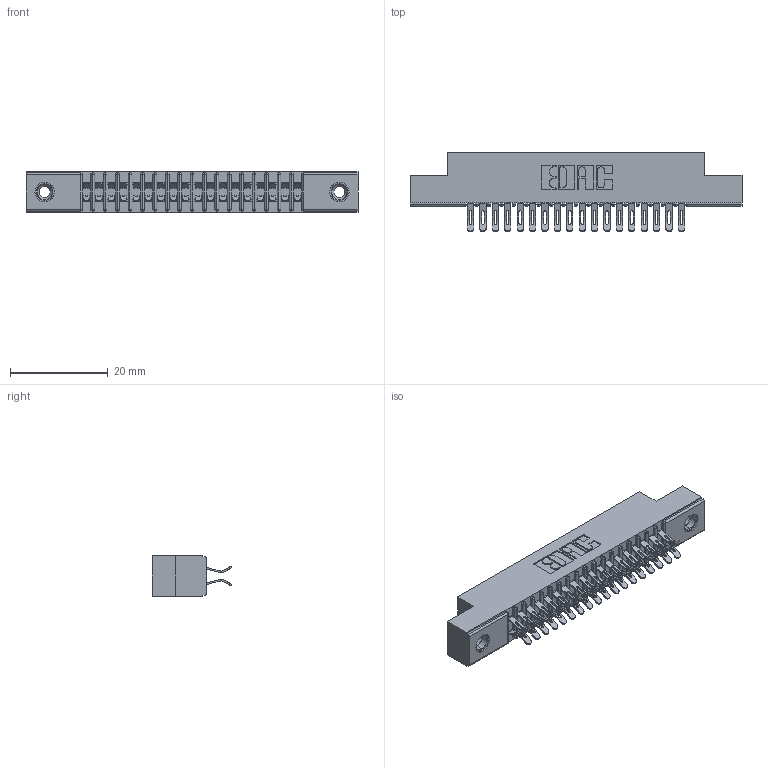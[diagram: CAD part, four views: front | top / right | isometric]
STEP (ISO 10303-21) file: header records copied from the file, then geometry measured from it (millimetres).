
FILE_DESCRIPTION (( 'STEP AP203' ), '1' );
FILE_NAME ('391-036-555-208.STEP', '2018-08-08T23:39:00', ( '' ), ( '' ), 'SwSTEP 2.0', 'SolidWorks 2016', '' );
FILE_SCHEMA (( 'CONFIG_CONTROL_DESIGN' ));
Length unit declared in the file: inch
Products named in the file (4): 341 Part_.156 (3.96) Dia Mounting Holes; 341-292-001_341-292-155; 345-250-001_345-250-003-102; 391-036-555-208
Assembly tree (39 placements, depth 2):
  391-036-555-208
    341 Part_.156 (3.96) Dia Mounting Holes
    341-292-001_341-292-155  x36
    345-250-001_345-250-003-102  x2
Bounding box: 67.94 x 16.31 x 8.38 mm (x, y, z)
Volume: 3918.3 mm3; surface area: 8215.1 mm2
Topology: 39 solids, 39 shells, 2984 faces, 8858 edges, 5762 vertices
Faces by surface type: plane 1612, cylinder 1284, sphere 38, torus 38, cone 12
Entity records: 26636 total; most frequent: CARTESIAN_POINT 4427, ORIENTED_EDGE 4380, DIRECTION 4314, EDGE_CURVE 2190, LINE 1724, VECTOR 1724, VERTEX_POINT 1392, AXIS2_PLACEMENT_3D 1295
